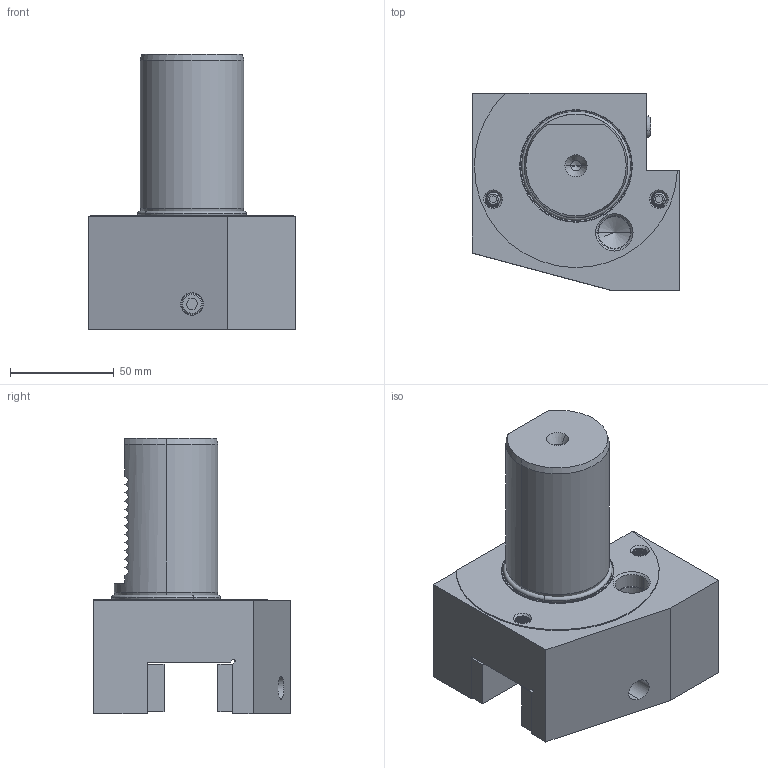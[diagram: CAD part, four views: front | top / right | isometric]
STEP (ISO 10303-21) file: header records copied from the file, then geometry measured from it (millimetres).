
FILE_DESCRIPTION (( 'STEP AP203' ), '1' );
FILE_NAME ('509.32.32.STEP', '2016-11-28T09:34:58', ( '' ), ( '' ), 'SwSTEP 2.0', 'SolidWorks 2012', '' );
FILE_SCHEMA (( 'CONFIG_CONTROL_DESIGN' ));
Length unit declared in the file: millimetre
Products named in the file (13): 管螺文螺絲; 509.32.32; M6x25; 皿頭_M5; 出水銅嘴; M8尖頭螺絲; 18x7.8; O型環48.7; 99x23x7; M16平頭螺絲25; M6x16; VDI50    B2; 84x23x8
Assembly tree (14 placements, depth 2):
  509.32.32
    VDI50    B2
    84x23x8
    99x23x7
    O型環48.7
    M16平頭螺絲25  x2
    M6x16
    出水銅嘴
    皿頭_M5
    18x7.8
    M8尖頭螺絲  x2
    M6x25
    管螺文螺絲
Bounding box: 100 x 95 x 133 mm (x, y, z)
Volume: 519775.7 mm3; surface area: 85336.2 mm2
Topology: 31 solids, 31 shells, 727 faces, 1892 edges, 1226 vertices
Faces by surface type: cylinder 328, cone 163, plane 143, bspline 73, torus 18, sphere 2
Entity records: 82570 total; most frequent: CARTESIAN_POINT 67162, ORIENTED_EDGE 3414, DIRECTION 2330, EDGE_CURVE 1707, VERTEX_POINT 1109, AXIS2_PLACEMENT_3D 850, EDGE_LOOP 700, ADVANCED_FACE 663
